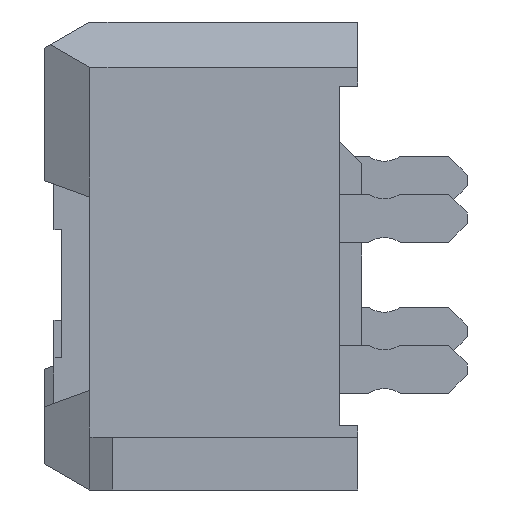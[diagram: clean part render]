
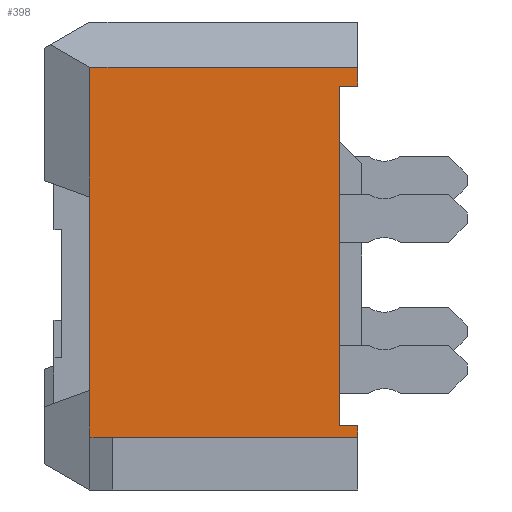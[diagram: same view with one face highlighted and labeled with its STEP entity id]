
A CAD part, left-side view. The second image highlights one B-rep face of the part: STEP entity #398.
In plain terms, the highlighted planar face has unit normal (-1, 0, 0).
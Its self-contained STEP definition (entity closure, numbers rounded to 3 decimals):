
#398 = ADVANCED_FACE( '', ( #1220 ), #1221, .F. );
#1220 = FACE_OUTER_BOUND( '', #2462, .T. );
#1221 = PLANE( '', #2463 );
#2462 = EDGE_LOOP( '', ( #5007, #5008, #5009, #5010, #5011, #5012, #5013, #5014, #5015, #5016 ) );
#2463 = AXIS2_PLACEMENT_3D( '', #5017, #5018, #5019 );
#5007 = ORIENTED_EDGE( '', *, *, #9373, .T. );
#5008 = ORIENTED_EDGE( '', *, *, #9351, .T. );
#5009 = ORIENTED_EDGE( '', *, *, #9024, .T. );
#5010 = ORIENTED_EDGE( '', *, *, #9371, .F. );
#5011 = ORIENTED_EDGE( '', *, *, #9369, .T. );
#5012 = ORIENTED_EDGE( '', *, *, #9147, .F. );
#5013 = ORIENTED_EDGE( '', *, *, #9125, .T. );
#5014 = ORIENTED_EDGE( '', *, *, #9165, .T. );
#5015 = ORIENTED_EDGE( '', *, *, #9181, .T. );
#5016 = ORIENTED_EDGE( '', *, *, #9345, .F. );
#5017 = CARTESIAN_POINT( '', ( -6.825, 4.15, -3.1 ) );
#5018 = DIRECTION( '', ( 1., 0., 0. ) );
#5019 = DIRECTION( '', ( 0., 0., -1. ) );
#9024 = EDGE_CURVE( '', #11042, #11047, #11049, .T. );
#9125 = EDGE_CURVE( '', #11249, #11247, #11250, .T. );
#9147 = EDGE_CURVE( '', #11249, #11291, #11292, .T. );
#9165 = EDGE_CURVE( '', #11247, #11317, #11319, .T. );
#9181 = EDGE_CURVE( '', #11317, #11341, #11343, .T. );
#9345 = EDGE_CURVE( '', #11554, #11341, #11556, .T. );
#9351 = EDGE_CURVE( '', #11562, #11042, #11563, .T. );
#9369 = EDGE_CURVE( '', #11589, #11291, #11590, .T. );
#9371 = EDGE_CURVE( '', #11589, #11047, #11592, .T. );
#9373 = EDGE_CURVE( '', #11554, #11562, #11594, .T. );
#11042 = VERTEX_POINT( '', #14309 );
#11047 = VERTEX_POINT( '', #14317 );
#11049 = LINE( '', #14320, #14321 );
#11247 = VERTEX_POINT( '', #14618 );
#11249 = VERTEX_POINT( '', #14621 );
#11250 = LINE( '', #14622, #14623 );
#11291 = VERTEX_POINT( '', #14685 );
#11292 = LINE( '', #14686, #14687 );
#11317 = VERTEX_POINT( '', #14728 );
#11319 = LINE( '', #14731, #14732 );
#11341 = VERTEX_POINT( '', #14768 );
#11343 = LINE( '', #14771, #14772 );
#11554 = VERTEX_POINT( '', #15145 );
#11556 = LINE( '', #15148, #15149 );
#11562 = VERTEX_POINT( '', #15160 );
#11563 = LINE( '', #15161, #15162 );
#11589 = VERTEX_POINT( '', #15205 );
#11590 = LINE( '', #15206, #15207 );
#11592 = LINE( '', #15210, #15211 );
#11594 = LINE( '', #15214, #15215 );
#14309 = CARTESIAN_POINT( '', ( -6.825, 3.55, -1.78 ) );
#14317 = CARTESIAN_POINT( '', ( -6.825, 3.55, -2.4 ) );
#14320 = CARTESIAN_POINT( '', ( -6.825, 3.55, 3.1 ) );
#14321 = VECTOR( '', #18454, 1000. );
#14618 = CARTESIAN_POINT( '', ( -6.825, 0.25, 2.25 ) );
#14621 = CARTESIAN_POINT( '', ( -6.825, 0.25, -2.25 ) );
#14622 = CARTESIAN_POINT( '', ( -6.825, 0.25, -2.25 ) );
#14623 = VECTOR( '', #18555, 1000. );
#14685 = CARTESIAN_POINT( '', ( -6.825, 0., -2.25 ) );
#14686 = CARTESIAN_POINT( '', ( -6.825, 0.25, -2.25 ) );
#14687 = VECTOR( '', #18577, 1000. );
#14728 = CARTESIAN_POINT( '', ( -6.825, 0., 2.25 ) );
#14731 = CARTESIAN_POINT( '', ( -6.825, 0.25, 2.25 ) );
#14732 = VECTOR( '', #18595, 1000. );
#14768 = CARTESIAN_POINT( '', ( -6.825, 0., 2.5 ) );
#14771 = CARTESIAN_POINT( '', ( -6.825, 0., -3.1 ) );
#14772 = VECTOR( '', #18611, 1000. );
#15145 = CARTESIAN_POINT( '', ( -6.825, 3.55, 2.5 ) );
#15148 = CARTESIAN_POINT( '', ( -6.825, 4.15, 2.5 ) );
#15149 = VECTOR( '', #18775, 1000. );
#15160 = CARTESIAN_POINT( '', ( -6.825, 3.55, 0.78 ) );
#15161 = CARTESIAN_POINT( '', ( -6.825, 3.55, 0.78 ) );
#15162 = VECTOR( '', #18781, 1000. );
#15205 = CARTESIAN_POINT( '', ( -6.825, 0., -2.4 ) );
#15206 = CARTESIAN_POINT( '', ( -6.825, 0., -3.1 ) );
#15207 = VECTOR( '', #18799, 1000. );
#15210 = CARTESIAN_POINT( '', ( -6.825, 4.15, -2.4 ) );
#15211 = VECTOR( '', #18801, 1000. );
#15214 = CARTESIAN_POINT( '', ( -6.825, 3.55, 3.1 ) );
#15215 = VECTOR( '', #18803, 1000. );
#18454 = DIRECTION( '', ( 0., 0., -1. ) );
#18555 = DIRECTION( '', ( 0., 0., 1. ) );
#18577 = DIRECTION( '', ( 0., -1., 0. ) );
#18595 = DIRECTION( '', ( 0., -1., 0. ) );
#18611 = DIRECTION( '', ( 0., 0., 1. ) );
#18775 = DIRECTION( '', ( 0., -1., 0. ) );
#18781 = DIRECTION( '', ( 0., 0., -1. ) );
#18799 = DIRECTION( '', ( 0., 0., 1. ) );
#18801 = DIRECTION( '', ( 0., 1., 0. ) );
#18803 = DIRECTION( '', ( 0., 0., -1. ) );
